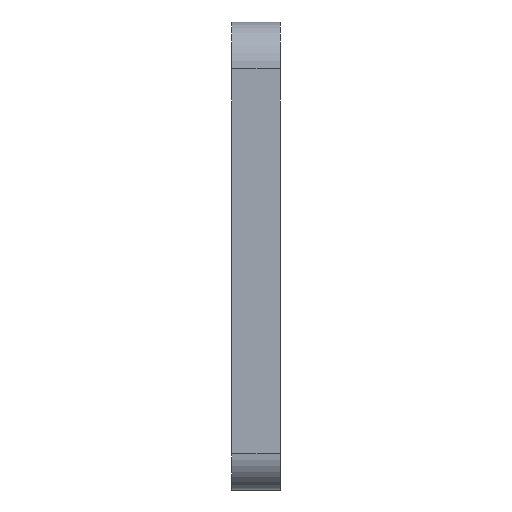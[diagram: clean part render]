
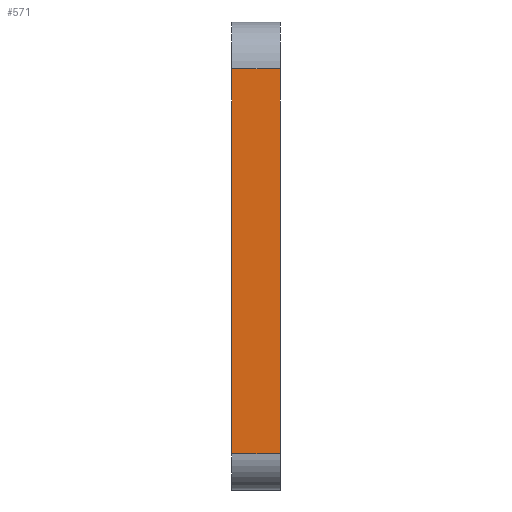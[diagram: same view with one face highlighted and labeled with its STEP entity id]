
A CAD part, left-side view. The second image highlights one B-rep face of the part: STEP entity #571.
In plain terms, the highlighted planar face has unit normal (-1, 0, 0).
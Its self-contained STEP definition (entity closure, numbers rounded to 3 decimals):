
#43=PLANE('',#647);
#69=FACE_OUTER_BOUND('',#108,.T.);
#108=EDGE_LOOP('',(#485,#486,#487,#488));
#132=LINE('',#853,#174);
#137=LINE('',#894,#179);
#160=LINE('',#969,#202);
#161=LINE('',#970,#203);
#174=VECTOR('',#678,10.);
#179=VECTOR('',#717,10.);
#202=VECTOR('',#806,10.);
#203=VECTOR('',#807,10.);
#254=VERTEX_POINT('',#850);
#255=VERTEX_POINT('',#852);
#274=VERTEX_POINT('',#892);
#293=VERTEX_POINT('',#968);
#308=EDGE_CURVE('',#254,#255,#132,.T.);
#329=EDGE_CURVE('',#255,#274,#137,.T.);
#366=EDGE_CURVE('',#254,#293,#160,.T.);
#367=EDGE_CURVE('',#274,#293,#161,.T.);
#485=ORIENTED_EDGE('',*,*,#329,.F.);
#486=ORIENTED_EDGE('',*,*,#308,.F.);
#487=ORIENTED_EDGE('',*,*,#366,.T.);
#488=ORIENTED_EDGE('',*,*,#367,.F.);
#571=ADVANCED_FACE('',(#69),#43,.T.);
#647=AXIS2_PLACEMENT_3D('',#967,#804,#805);
#678=DIRECTION('',(0.,0.,-1.));
#717=DIRECTION('',(0.,1.,0.));
#804=DIRECTION('center_axis',(-1.,0.,0.));
#805=DIRECTION('ref_axis',(0.,0.,
1.));
#806=DIRECTION('',(0.,1.,0.));
#807=DIRECTION('',(0.,0.,1.));
#850=CARTESIAN_POINT('',(69.152,234.129,97.816));
#852=CARTESIAN_POINT('',(69.152,234.129,65.816));
#853=CARTESIAN_POINT('',(69.152,234.129,97.816));
#892=CARTESIAN_POINT('',(69.152,238.129,65.816));
#894=CARTESIAN_POINT('',(69.152,234.129,65.816));
#967=CARTESIAN_POINT('Origin',(69.152,234.129,62.816));
#968=CARTESIAN_POINT('',(69.152,238.129,97.816));
#969=CARTESIAN_POINT('',(69.152,234.129,97.816));
#970=CARTESIAN_POINT('',(69.152,238.129,97.816));
